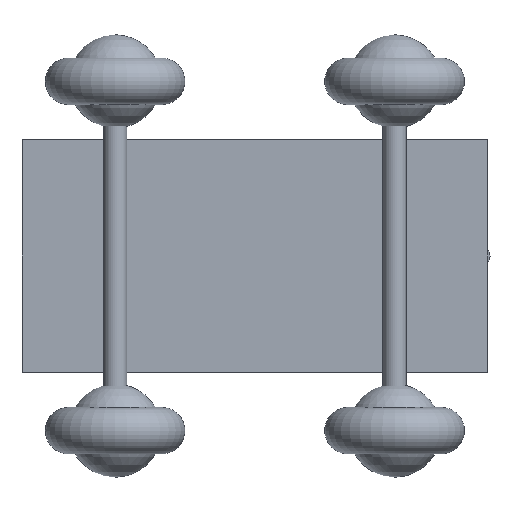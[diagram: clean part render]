
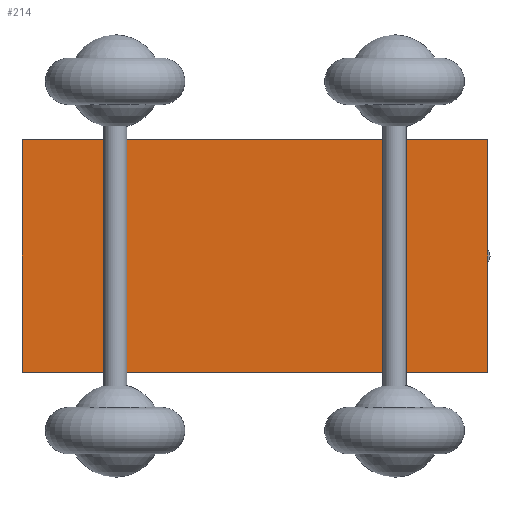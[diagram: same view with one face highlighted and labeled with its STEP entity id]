
A CAD part, front view. The second image highlights one B-rep face of the part: STEP entity #214.
In plain terms, the highlighted planar face has unit normal (0, -1, 0).
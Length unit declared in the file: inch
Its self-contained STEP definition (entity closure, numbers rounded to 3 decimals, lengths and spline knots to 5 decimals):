
#115=CARTESIAN_POINT('',(-7.5,-0.5,12.5));
#116=VERTEX_POINT('',#115);
#121=CARTESIAN_POINT('',(92.5,-0.5,12.5));
#122=VERTEX_POINT('',#121);
#127=CARTESIAN_POINT('',(-7.5,-0.5,-37.5));
#128=VERTEX_POINT('',#127);
#129=CARTESIAN_POINT('',(92.5,-0.5,-37.5));
#130=VERTEX_POINT('',#129);
#131=CARTESIAN_POINT('',(42.5,-0.5,12.5));
#132=DIRECTION('',(-1.,0.,0.));
#133=VECTOR('',#132,1.);
#134=LINE('',#131,#133);
#135=EDGE_CURVE('',#122,#116,#134,.T.);
#151=CARTESIAN_POINT('',(-7.5,-0.5,-37.5));
#152=DIRECTION('',(0.,0.,1.));
#153=VECTOR('',#152,1.);
#154=LINE('',#151,#153);
#155=EDGE_CURVE('',#128,#116,#154,.T.);
#166=CARTESIAN_POINT('',(92.5,-0.5,-37.5));
#167=DIRECTION('',(0.,0.,1.));
#168=VECTOR('',#167,1.);
#169=LINE('',#166,#168);
#170=EDGE_CURVE('',#130,#122,#169,.T.);
#181=CARTESIAN_POINT('',(42.5,-0.5,-37.5));
#182=DIRECTION('',(1.,0.,0.));
#183=VECTOR('',#182,1.);
#184=LINE('',#181,#183);
#185=EDGE_CURVE('',#128,#130,#184,.T.);
#203=ORIENTED_EDGE('',*,*,#170,.T.);
#204=ORIENTED_EDGE('',*,*,#135,.T.);
#205=ORIENTED_EDGE('',*,*,#155,.F.);
#206=ORIENTED_EDGE('',*,*,#185,.T.);
#207=EDGE_LOOP('',(#203,#204,#205,#206));
#208=FACE_BOUND('',#207,.T.);
#209=CARTESIAN_POINT('',(42.5,-0.5,-37.5));
#210=DIRECTION('',(0.,-1.,0.));
#211=DIRECTION('',(0.,0.,-1.));
#212=AXIS2_PLACEMENT_3D('',#209,#210,#211);
#213=PLANE('',#212);
#214=ADVANCED_FACE('',(#208),#213,.T.);
